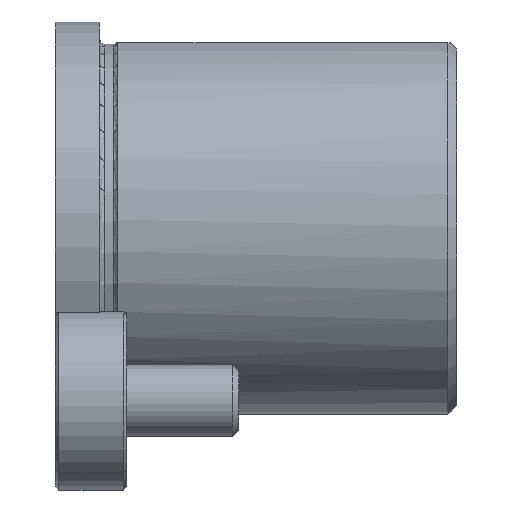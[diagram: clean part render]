
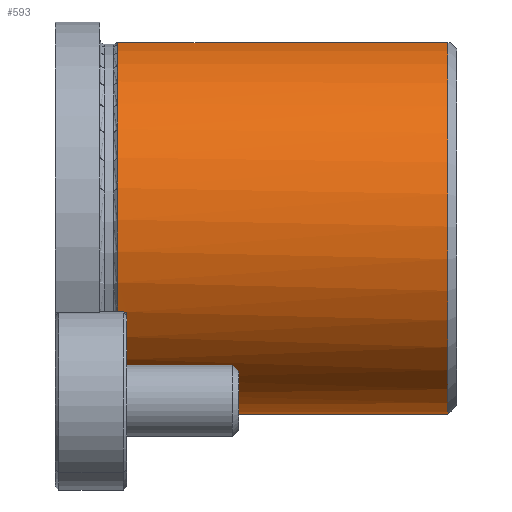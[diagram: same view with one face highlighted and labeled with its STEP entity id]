
A CAD part, left-side view. The second image highlights one B-rep face of the part: STEP entity #593.
In plain terms, the highlighted cylindrical face has radius 21 mm (diameter 42 mm), a partial arc.
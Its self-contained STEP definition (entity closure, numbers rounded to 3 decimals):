
#54 = VERTEX_POINT ( 'NONE', #112 ) ;
#60 = DIRECTION ( 'NONE',  ( 0., 0., -1. ) ) ;
#93 = CIRCLE ( 'NONE', #145, 21. ) ;
#112 = CARTESIAN_POINT ( 'NONE',  ( 0., -2., -21. ) ) ;
#126 = CIRCLE ( 'NONE', #212, 21. ) ;
#137 = DIRECTION ( 'NONE',  ( 0., 0., -1. ) ) ;
#145 = AXIS2_PLACEMENT_3D ( 'NONE', #464, #2263, #1388 ) ;
#212 = AXIS2_PLACEMENT_3D ( 'NONE', #798, #1164, #256 ) ;
#222 = CARTESIAN_POINT ( 'NONE',  ( 0., -2., 0. ) ) ;
#228 = AXIS2_PLACEMENT_3D ( 'NONE', #1848, #824, #450 ) ;
#256 = DIRECTION ( 'NONE',  ( 0., 0., -1. ) ) ;
#267 = VECTOR ( 'NONE', #1142, 1000. ) ;
#278 = CARTESIAN_POINT ( 'NONE',  ( 3.537, -39., 20.7 ) ) ;
#296 = EDGE_CURVE ( 'NONE', #1337, #2197, #1273, .T. ) ;
#304 = CARTESIAN_POINT ( 'NONE',  ( 3.537, -2., 20.7 ) ) ;
#317 = DIRECTION ( 'NONE',  ( 0., -1., 0. ) ) ;
#323 = CARTESIAN_POINT ( 'NONE',  ( -3.537, -40., 20.7 ) ) ;
#324 = EDGE_CURVE ( 'NONE', #1337, #1811, #704, .T. ) ;
#331 = CARTESIAN_POINT ( 'NONE',  ( 0., -2., 0. ) ) ;
#338 = EDGE_CURVE ( 'NONE', #2203, #935, #667, .T. ) ;
#349 = LINE ( 'NONE', #1839, #267 ) ;
#352 = CIRCLE ( 'NONE', #407, 21. ) ;
#392 = EDGE_CURVE ( 'NONE', #2203, #587, #1438, .T. ) ;
#407 = AXIS2_PLACEMENT_3D ( 'NONE', #331, #317, #137 ) ;
#428 = CARTESIAN_POINT ( 'NONE',  ( -9.531, -3., -18.713 ) ) ;
#450 = DIRECTION ( 'NONE',  ( 0., 0., 1. ) ) ;
#464 = CARTESIAN_POINT ( 'NONE',  ( 0., -39., 0. ) ) ;
#469 = VECTOR ( 'NONE', #1842, 1000. ) ;
#505 = ORIENTED_EDGE ( 'NONE', *, *, #392, .F. ) ;
#569 = DIRECTION ( 'NONE',  ( 0., -1., 0. ) ) ;
#576 = CARTESIAN_POINT ( 'NONE',  ( -3.537, -2., 20.7 ) ) ;
#587 = VERTEX_POINT ( 'NONE', #1288 ) ;
#593 = ADVANCED_FACE ( 'NONE', ( #1686 ), #1248, .T. ) ;
#667 = LINE ( 'NONE', #1302, #469 ) ;
#680 = EDGE_CURVE ( 'NONE', #935, #54, #126, .T. ) ;
#690 = ORIENTED_EDGE ( 'NONE', *, *, #2201, .F. ) ;
#704 = LINE ( 'NONE', #323, #856 ) ;
#722 = AXIS2_PLACEMENT_3D ( 'NONE', #807, #2025, #997 ) ;
#725 = CARTESIAN_POINT ( 'NONE',  ( 0., -39., -21. ) ) ;
#798 = CARTESIAN_POINT ( 'NONE',  ( 0., -2., 0. ) ) ;
#807 = CARTESIAN_POINT ( 'NONE',  ( 0., -39., 0. ) ) ;
#824 = DIRECTION ( 'NONE',  ( 0., 1., 0. ) ) ;
#854 = VERTEX_POINT ( 'NONE', #304 ) ;
#856 = VECTOR ( 'NONE', #892, 1000. ) ;
#864 = ORIENTED_EDGE ( 'NONE', *, *, #324, .F. ) ;
#892 = DIRECTION ( 'NONE',  ( 0., -1., 0. ) ) ;
#917 = AXIS2_PLACEMENT_3D ( 'NONE', #1960, #1282, #1629 ) ;
#930 = ORIENTED_EDGE ( 'NONE', *, *, #680, .T. ) ;
#935 = VERTEX_POINT ( 'NONE', #1963 ) ;
#939 = LINE ( 'NONE', #1305, #1885 ) ;
#997 = DIRECTION ( 'NONE',  ( 0., 0., -1. ) ) ;
#1118 = ORIENTED_EDGE ( 'NONE', *, *, #1671, .T. ) ;
#1126 = EDGE_CURVE ( 'NONE', #1800, #1811, #93, .T. ) ;
#1142 = DIRECTION ( 'NONE',  ( 0., 1., 0. ) ) ;
#1164 = DIRECTION ( 'NONE',  ( 0., -1., 0. ) ) ;
#1179 = EDGE_LOOP ( 'NONE', ( #2278, #1522, #864, #1291, #2060, #505, #2015, #930, #1118, #690 ) ) ;
#1196 = AXIS2_PLACEMENT_3D ( 'NONE', #222, #569, #60 ) ;
#1248 = CYLINDRICAL_SURFACE ( 'NONE', #917, 21. ) ;
#1273 = CIRCLE ( 'NONE', #1196, 21. ) ;
#1282 = DIRECTION ( 'NONE',  ( 0., 1., 0. ) ) ;
#1288 = CARTESIAN_POINT ( 'NONE',  ( -18.713, -3., -9.531 ) ) ;
#1291 = ORIENTED_EDGE ( 'NONE', *, *, #296, .T. ) ;
#1302 = CARTESIAN_POINT ( 'NONE',  ( -9.531, 1., -18.713 ) ) ;
#1305 = CARTESIAN_POINT ( 'NONE',  ( -18.713, 1., -9.531 ) ) ;
#1337 = VERTEX_POINT ( 'NONE', #576 ) ;
#1388 = DIRECTION ( 'NONE',  ( 0., 0., -1. ) ) ;
#1438 = CIRCLE ( 'NONE', #228, 21. ) ;
#1461 = CARTESIAN_POINT ( 'NONE',  ( -3.537, -39., 20.7 ) ) ;
#1522 = ORIENTED_EDGE ( 'NONE', *, *, #1126, .T. ) ;
#1629 = DIRECTION ( 'NONE',  ( 0., 0., 1. ) ) ;
#1671 = EDGE_CURVE ( 'NONE', #54, #854, #352, .T. ) ;
#1686 = FACE_OUTER_BOUND ( 'NONE', #1179, .T. ) ;
#1800 = VERTEX_POINT ( 'NONE', #725 ) ;
#1811 = VERTEX_POINT ( 'NONE', #1461 ) ;
#1839 = CARTESIAN_POINT ( 'NONE',  ( 3.537, -40., 20.7 ) ) ;
#1842 = DIRECTION ( 'NONE',  ( 0., 1., 0. ) ) ;
#1848 = CARTESIAN_POINT ( 'NONE',  ( 0., -3., 0. ) ) ;
#1885 = VECTOR ( 'NONE', #2001, 1000. ) ;
#1951 = EDGE_CURVE ( 'NONE', #2197, #587, #939, .T. ) ;
#1960 = CARTESIAN_POINT ( 'NONE',  ( 0., -40., 0. ) ) ;
#1963 = CARTESIAN_POINT ( 'NONE',  ( -9.531, -2., -18.713 ) ) ;
#1992 = CIRCLE ( 'NONE', #722, 21. ) ;
#2001 = DIRECTION ( 'NONE',  ( 0., -1., 0. ) ) ;
#2015 = ORIENTED_EDGE ( 'NONE', *, *, #338, .T. ) ;
#2025 = DIRECTION ( 'NONE',  ( 0., 1., 0. ) ) ;
#2042 = VERTEX_POINT ( 'NONE', #278 ) ;
#2049 = EDGE_CURVE ( 'NONE', #2042, #1800, #1992, .T. ) ;
#2060 = ORIENTED_EDGE ( 'NONE', *, *, #1951, .T. ) ;
#2197 = VERTEX_POINT ( 'NONE', #2207 ) ;
#2201 = EDGE_CURVE ( 'NONE', #2042, #854, #349, .T. ) ;
#2203 = VERTEX_POINT ( 'NONE', #428 ) ;
#2207 = CARTESIAN_POINT ( 'NONE',  ( -18.713, -2., -9.531 ) ) ;
#2263 = DIRECTION ( 'NONE',  ( 0., 1., 0. ) ) ;
#2278 = ORIENTED_EDGE ( 'NONE', *, *, #2049, .T. ) ;
